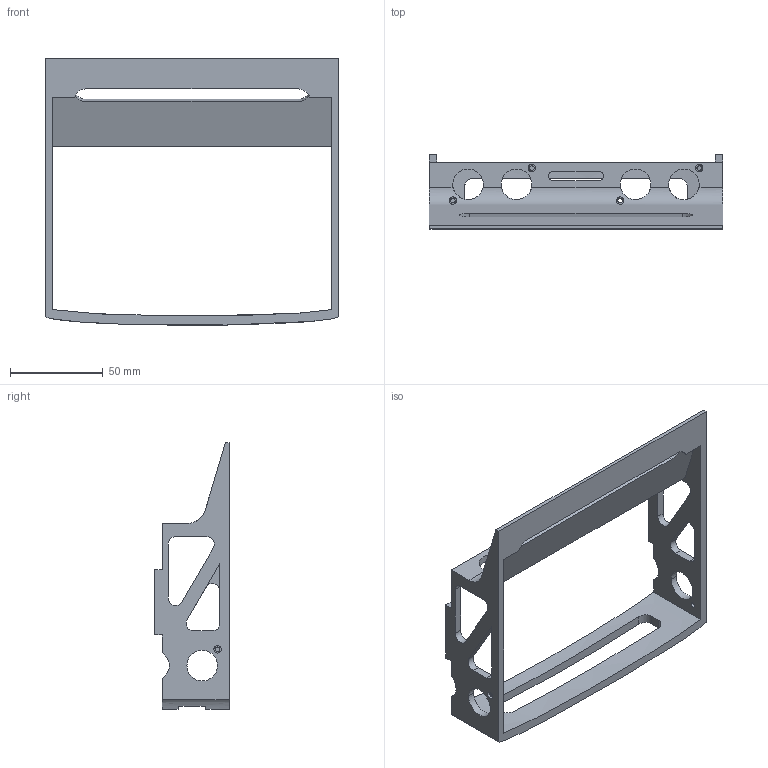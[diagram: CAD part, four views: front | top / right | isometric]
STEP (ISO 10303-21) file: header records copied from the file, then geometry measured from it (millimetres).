
FILE_DESCRIPTION((''),'2;1');
FILE_NAME('01_SCHAUFEL','2023-03-01T10:34:39',('prack'),(''),'CREO PARAMETRIC BY PTC INC, 2021164','CREO PARAMETRIC BY PTC INC, 2021164','');
FILE_SCHEMA(('CONFIG_CONTROL_DESIGN'));
Length unit declared in the file: millimetre
Products named in the file (1): 01_SCHAUFEL
Bounding box: 158 x 40 x 143.32 mm (x, y, z)
Volume: 76313.6 mm3; surface area: 45354.8 mm2
Topology: 1 solids, 1 shells, 112 faces, 330 edges, 220 vertices
Faces by surface type: cylinder 62, plane 48, extrusion 2
Entity records: 4216 total; most frequent: CARTESIAN_POINT 1040, ORIENTED_EDGE 660, DIRECTION 644, EDGE_CURVE 330, AXIS2_PLACEMENT_3D 228, VERTEX_POINT 220, VECTOR 188, LINE 186
